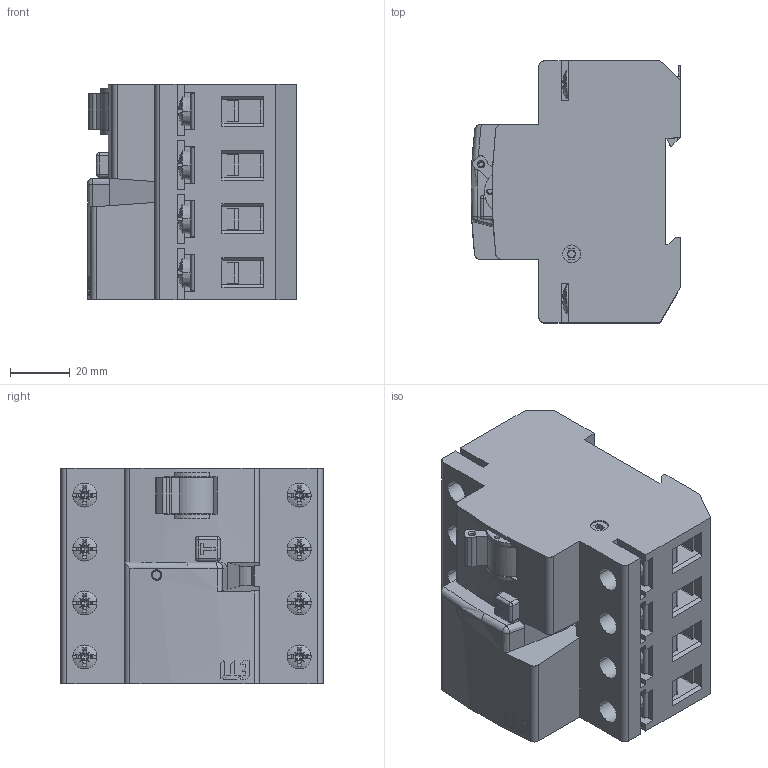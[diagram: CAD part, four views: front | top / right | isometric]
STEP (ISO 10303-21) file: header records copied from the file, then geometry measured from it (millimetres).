
FILE_DESCRIPTION((''),'2;1');
FILE_NAME('002063662_EFI-4_B_SELECT_25-63A_ASM','2022-11-24T08:00:44',('klemen.sitar'),('Audax d.o.o.'),'CREO PARAMETRIC BY PTC INC, 2021304','CREO PARAMETRIC BY PTC INC, 2021304','');
FILE_SCHEMA(('AP242_MANAGED_MODEL_BASED_3D_ENGINEERING_MIM_LF { 1 0 10303 442 1 1 4 }'));
Products named in the file (33): P3_1; PRT9539_1_1_1_1_1; PRT9539_1_2_1_1_1; PRT9539_1_3_1_1_1; PRT0002_1_1_1; P1_1_1_1; PRT0004_1_1_1_1; PRT0004_1_2_1_1; PRT0004_1_3_1_1; PRT0004_1_4_1_1; PRT0004_1_8_1_1; PRT0004_1_5_1_1; PRT0004_1_6_1_1; PRT0004_1_7_1_1; PRT0003_1_1_1_1; PRT0003_1_2_1_1; PRT0003_1_3_1_1; PRT0003_1_4_1_1; PRT0003_1_5_1_1; PRT0003_1_6_1_1; PRT0003_1_7_1_1; PRT0003_1_8_1_1; PRT0005_1_1_1_1; PRT0005_1_12_1_1; PRT0005_1_13_1_1; PRT0005_1_14_1_1; PRT0005_1_15_1_1; PRT0005_1_16_1_1; PRT0005_1_17_1_1; PRT0005_1_18_1_1; 0000001049_2_1_2_1_1_1_1; GRED_2_1_2_1_1_1_1; 002063662_EFI-4_B_SELECT_25-63A_ASM
Assembly tree (32 placements, depth 2):
  002063662_EFI-4_B_SELECT_25-63A_ASM
    P3_1
    PRT9539_1_1_1_1_1
    PRT9539_1_2_1_1_1
    PRT9539_1_3_1_1_1
    PRT0002_1_1_1
    P1_1_1_1
    PRT0004_1_1_1_1
    PRT0004_1_2_1_1
    PRT0004_1_3_1_1
    PRT0004_1_4_1_1
    PRT0004_1_8_1_1
    PRT0004_1_5_1_1
    PRT0004_1_6_1_1
    PRT0004_1_7_1_1
    PRT0003_1_1_1_1
    PRT0003_1_2_1_1
    PRT0003_1_3_1_1
    PRT0003_1_4_1_1
    PRT0003_1_5_1_1
    PRT0003_1_6_1_1
    PRT0003_1_7_1_1
    PRT0003_1_8_1_1
    PRT0005_1_1_1_1
    PRT0005_1_12_1_1
    PRT0005_1_13_1_1
    PRT0005_1_14_1_1
    PRT0005_1_15_1_1
    PRT0005_1_16_1_1
    PRT0005_1_17_1_1
    PRT0005_1_18_1_1
    0000001049_2_1_2_1_1_1_1
    GRED_2_1_2_1_1_1_1
Bounding box: 70 x 87.5 x 72 mm (x, y, z)
Volume: 323201.5 mm3; surface area: 57824.9 mm2
Topology: 32 solids, 32 shells, 1393 faces, 3884 edges, 2574 vertices
Faces by surface type: plane 1034, cylinder 212, cone 68, torus 49, sphere 21, bspline 9
Entity records: 62074 total; most frequent: CARTESIAN_POINT 10509, ORIENTED_EDGE 7722, DIRECTION 7202, EDGE_CURVE 3861, VERTEX_POINT 2570, VECTOR 2568, LINE 2568, AXIS2_PLACEMENT_3D 2317
